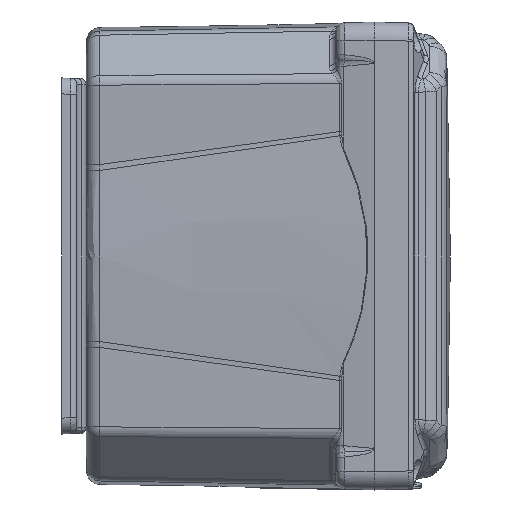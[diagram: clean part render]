
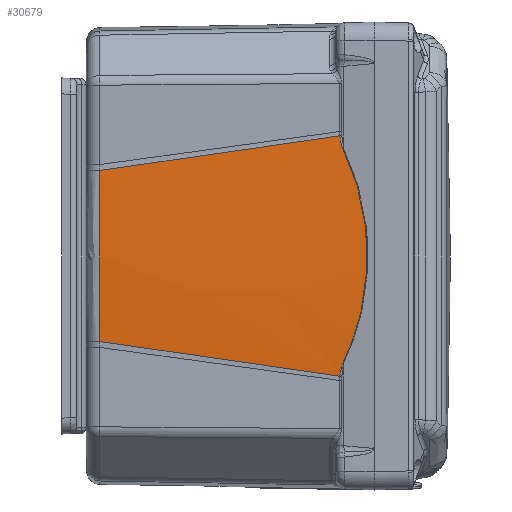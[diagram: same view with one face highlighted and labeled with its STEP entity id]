
A CAD part, front view. The second image highlights one B-rep face of the part: STEP entity #30679.
In plain terms, the highlighted free-form (B-spline) face has degree [3, 3] with [8, 4] control points.
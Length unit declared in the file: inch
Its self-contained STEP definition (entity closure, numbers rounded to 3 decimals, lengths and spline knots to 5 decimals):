
#8417=CARTESIAN_POINT('',(-3.77537,-4.09732,
1.17642));
#8431=CARTESIAN_POINT('',(-0.47314,-4.15348,
1.65367));
#8432=CARTESIAN_POINT('',(-0.85561,-4.14691,
1.59869));
#8433=CARTESIAN_POINT('',(-1.61019,-4.13398,
1.49007));
#8434=CARTESIAN_POINT('',(-2.71054,-4.11524,
1.3311));
#8435=CARTESIAN_POINT('',(-3.42385,-4.10321,
1.22758));
#8436=CARTESIAN_POINT('',(-3.77537,-4.09732,
1.17642));
#8442=CARTESIAN_POINT('',(-0.47314,-4.15348,
1.65367));
#8772=CARTESIAN_POINT('',(-0.42637,-4.16492,
1.46618));
#8773=CARTESIAN_POINT('',(-0.36651,-4.17273,
1.34183));
#8774=CARTESIAN_POINT('',(-0.2604,-4.18658,
1.08192));
#8775=CARTESIAN_POINT('',(-0.14856,-4.20117,
0.66168));
#8776=CARTESIAN_POINT('',(-0.091,-4.20868,
0.22276));
#8777=CARTESIAN_POINT('',(-0.091,-4.20868,
-0.22282));
#8778=CARTESIAN_POINT('',(-0.14857,-4.20117,
-0.66173));
#8779=CARTESIAN_POINT('',(-0.26041,-4.18657,
-1.08195));
#8780=CARTESIAN_POINT('',(-0.36651,-4.17273,
-1.34184));
#8781=CARTESIAN_POINT('',(-0.42637,-4.16492,
-1.46618));
#8799=CARTESIAN_POINT('',(-0.47314,-4.15348,
1.65367));
#8800=CARTESIAN_POINT('',(-0.47186,-4.15394,
1.64623));
#8801=CARTESIAN_POINT('',(-0.46932,-4.15484,
1.63182));
#8802=CARTESIAN_POINT('',(-0.46559,-4.15609,
1.61166));
#8803=CARTESIAN_POINT('',(-0.46193,-4.15724,
1.59288));
#8804=CARTESIAN_POINT('',(-0.45833,-4.15831,
1.57543));
#8805=CARTESIAN_POINT('',(-0.45479,-4.15929,
1.55922));
#8806=CARTESIAN_POINT('',(-0.4513,-4.1602,
1.54419));
#8807=CARTESIAN_POINT('',(-0.44784,-4.16103,
1.53027));
#8808=CARTESIAN_POINT('',(-0.44439,-4.16181,
1.51737));
#8809=CARTESIAN_POINT('',(-0.44094,-4.16253,
1.50542));
#8810=CARTESIAN_POINT('',(-0.43746,-4.16319,
1.49434));
#8811=CARTESIAN_POINT('',(-0.4339,-4.16381,
1.4841));
#8812=CARTESIAN_POINT('',(-0.43024,-4.16439,
1.47467));
#8813=CARTESIAN_POINT('',(-0.42768,-4.16475,
1.46891));
#8814=CARTESIAN_POINT('',(-0.42637,-4.16492,
1.46618));
#8838=CARTESIAN_POINT('',(-0.42637,-4.16492,
-1.46618));
#8839=CARTESIAN_POINT('',(-0.4277,-4.16475,
-1.46894));
#8840=CARTESIAN_POINT('',(-0.43029,-4.16438,
-1.47478));
#8841=CARTESIAN_POINT('',(-0.43401,-4.1638,
-1.4844));
#8842=CARTESIAN_POINT('',(-0.43774,-4.16314,
-1.49519));
#8843=CARTESIAN_POINT('',(-0.44146,-4.16242,
-1.50713));
#8844=CARTESIAN_POINT('',(-0.44522,-4.16163,
-1.52035));
#8845=CARTESIAN_POINT('',(-0.44904,-4.16075,
-1.53497));
#8846=CARTESIAN_POINT('',(-0.45295,-4.15978,
-1.55113));
#8847=CARTESIAN_POINT('',(-0.45695,-4.1587,
-1.56893));
#8848=CARTESIAN_POINT('',(-0.46104,-4.15752,
-1.5884));
#8849=CARTESIAN_POINT('',(-0.46515,-4.15624,
-1.60931));
#8850=CARTESIAN_POINT('',(-0.4693,-4.15485,
-1.63166));
#8851=CARTESIAN_POINT('',(-0.47183,-4.15395,
-1.64604));
#8852=CARTESIAN_POINT('',(-0.47314,-4.15348,
-1.65367));
#9915=CARTESIAN_POINT('',(-3.77537,-4.09732,
-1.17642));
#9916=CARTESIAN_POINT('',(-3.42332,-4.10322,
-1.22766));
#9917=CARTESIAN_POINT('',(-2.70929,-4.11526,
-1.33128));
#9918=CARTESIAN_POINT('',(-1.60769,-4.13402,
-1.49043));
#9919=CARTESIAN_POINT('',(-0.85453,-4.14693,
-1.59885));
#9920=CARTESIAN_POINT('',(-0.47314,-4.15348,
-1.65367));
#9941=CARTESIAN_POINT('',(-3.77537,-4.09732,
1.17642));
#9942=CARTESIAN_POINT('',(-3.77446,-4.11811,
0.91569));
#9943=CARTESIAN_POINT('',(-3.77324,-4.14587,
0.39296));
#9944=CARTESIAN_POINT('',(-3.77324,-4.14587,
-0.39296));
#9945=CARTESIAN_POINT('',(-3.77446,-4.11811,
-0.91569));
#9946=CARTESIAN_POINT('',(-3.77537,-4.09732,
-1.17642));
#12238=VERTEX_POINT('',#8417);
#12240=VERTEX_POINT('',#9946);
#12925=VERTEX_POINT('',#8442);
#12927=VERTEX_POINT('',#8814);
#12929=VERTEX_POINT('',#8781);
#12931=VERTEX_POINT('',#8852);
#30634=CARTESIAN_POINT('',(-0.01765,-4.15749,
1.78555));
#30635=CARTESIAN_POINT('',(-1.29478,-4.1352,
1.60101));
#30636=CARTESIAN_POINT('',(-2.57191,-4.1129,
1.41646));
#30637=CARTESIAN_POINT('',(-3.84905,-4.09061,
1.23191));
#30638=CARTESIAN_POINT('',(-0.01765,-4.15823,
1.77287));
#30639=CARTESIAN_POINT('',(-1.29478,-4.13594,
1.58964));
#30640=CARTESIAN_POINT('',(-2.57191,-4.11365,
1.4064));
#30641=CARTESIAN_POINT('',(-3.84905,-4.09135,
1.22317));
#30642=CARTESIAN_POINT('',(-0.01765,-4.18142,
1.37229));
#30643=CARTESIAN_POINT('',(-1.29478,-4.15913,
1.23057));
#30644=CARTESIAN_POINT('',(-2.57191,-4.13683,
1.08885));
#30645=CARTESIAN_POINT('',(-3.84905,-4.11454,
0.94714));
#30646=CARTESIAN_POINT('',(-0.01765,-4.21155,
0.58293));
#30647=CARTESIAN_POINT('',(-1.29478,-4.18925,
0.52279));
#30648=CARTESIAN_POINT('',(-2.57191,-4.16696,
0.46265));
#30649=CARTESIAN_POINT('',(-3.84905,-4.14467,
0.40251));
#30650=CARTESIAN_POINT('',(-0.01765,-4.21155,
-0.58293));
#30651=CARTESIAN_POINT('',(-1.29478,-4.18925,
-0.52279));
#30652=CARTESIAN_POINT('',(-2.57191,-4.16696,
-0.46265));
#30653=CARTESIAN_POINT('',(-3.84905,-4.14467,
-0.40251));
#30654=CARTESIAN_POINT('',(-0.01765,-4.18142,
-1.37229));
#30655=CARTESIAN_POINT('',(-1.29478,-4.15913,
-1.23057));
#30656=CARTESIAN_POINT('',(-2.57191,-4.13683,
-1.08885));
#30657=CARTESIAN_POINT('',(-3.84905,-4.11454,
-0.94714));
#30658=CARTESIAN_POINT('',(-0.01765,-4.15823,
-1.77287));
#30659=CARTESIAN_POINT('',(-1.29478,-4.13594,
-1.58964));
#30660=CARTESIAN_POINT('',(-2.57191,-4.11365,
-1.4064));
#30661=CARTESIAN_POINT('',(-3.84905,-4.09135,
-1.22317));
#30662=CARTESIAN_POINT('',(-0.01765,-4.15749,
-1.78555));
#30663=CARTESIAN_POINT('',(-1.29478,-4.1352,
-1.60101));
#30664=CARTESIAN_POINT('',(-2.57191,-4.1129,
-1.41646));
#30665=CARTESIAN_POINT('',(-3.84905,-4.09061,
-1.23191));
#30666=B_SPLINE_SURFACE_WITH_KNOTS('',3,3,((#30634,#30635,#30636,#30637),
(#30638,#30639,#30640,#30641),(#30642,#30643,#30644,#30645),(#30646,#30647,
#30648,#30649),(#30650,#30651,#30652,#30653),(#30654,#30655,#30656,#30657),(
#30658,#30659,#30660,#30661),(#30662,#30663,#30664,#30665)),.UNSPECIFIED.,.F.,
.F.,.F.,(4,1,1,1,1,4),(4,4),(-0.0109,0.,0.33333,
0.66667,1.,1.0109),(0.00446,0.97198),
.UNSPECIFIED.);
#30668=ORIENTED_EDGE('',*,*,#30667,.T.);
#30669=ORIENTED_EDGE('',*,*,#30624,.T.);
#30671=ORIENTED_EDGE('',*,*,#30670,.T.);
#30673=ORIENTED_EDGE('',*,*,#30672,.F.);
#30675=ORIENTED_EDGE('',*,*,#30674,.F.);
#30676=ORIENTED_EDGE('',*,*,#29933,.F.);
#30677=EDGE_LOOP('',(#30668,#30669,#30671,#30673,#30675,#30676));
#30678=FACE_OUTER_BOUND('',#30677,.F.);
#30679=ADVANCED_FACE('',(#30678),#30666,.F.);
#8437=B_SPLINE_CURVE_WITH_KNOTS('',3,(#8431,#8432,#8433,#8434,#8435,#8436),
.UNSPECIFIED.,.F.,.F.,(4,1,1,4),(0.,0.33333,0.66667,1.),
.UNSPECIFIED.);
#8782=B_SPLINE_CURVE_WITH_KNOTS('',3,(#8772,#8773,#8774,#8775,#8776,#8777,#8778,
#8779,#8780,#8781),.UNSPECIFIED.,.F.,.F.,(4,1,1,1,1,1,1,4),(0.,
0.14286,0.28571,0.42857,0.57143,
0.71429,0.85714,1.),.UNSPECIFIED.);
#8815=B_SPLINE_CURVE_WITH_KNOTS('',3,(#8799,#8800,#8801,#8802,#8803,#8804,#8805,
#8806,#8807,#8808,#8809,#8810,#8811,#8812,#8813,#8814),.UNSPECIFIED.,.F.,.F.,(4,
1,1,1,1,1,1,1,1,1,1,1,1,4),(0.,0.07692,0.15385,
0.23077,0.30769,0.38462,0.46154,
0.53846,0.61538,0.69231,0.76923,
0.84615,0.92308,1.),.UNSPECIFIED.);
#8853=B_SPLINE_CURVE_WITH_KNOTS('',3,(#8838,#8839,#8840,#8841,#8842,#8843,#8844,
#8845,#8846,#8847,#8848,#8849,#8850,#8851,#8852),.UNSPECIFIED.,.F.,.F.,(4,1,1,1,
1,1,1,1,1,1,1,1,4),(0.,0.08333,0.16667,0.25,
0.33333,0.41667,0.5,0.58333,0.66667,
0.75,0.83333,0.91667,1.),.UNSPECIFIED.);
#9921=B_SPLINE_CURVE_WITH_KNOTS('',3,(#9915,#9916,#9917,#9918,#9919,#9920),
.UNSPECIFIED.,.F.,.F.,(4,1,1,4),(0.,0.33333,0.66667,1.),
.UNSPECIFIED.);
#9947=B_SPLINE_CURVE_WITH_KNOTS('',3,(#9941,#9942,#9943,#9944,#9945,#9946),
.UNSPECIFIED.,.F.,.F.,(4,1,1,4),(0.,0.33333,0.66667,1.),
.UNSPECIFIED.);
#29933=EDGE_CURVE('',#12925,#12238,#8437,.T.);
#30624=EDGE_CURVE('',#12927,#12929,#8782,.T.);
#30667=EDGE_CURVE('',#12925,#12927,#8815,.T.);
#30670=EDGE_CURVE('',#12929,#12931,#8853,.T.);
#30672=EDGE_CURVE('',#12240,#12931,#9921,.T.);
#30674=EDGE_CURVE('',#12238,#12240,#9947,.T.);
